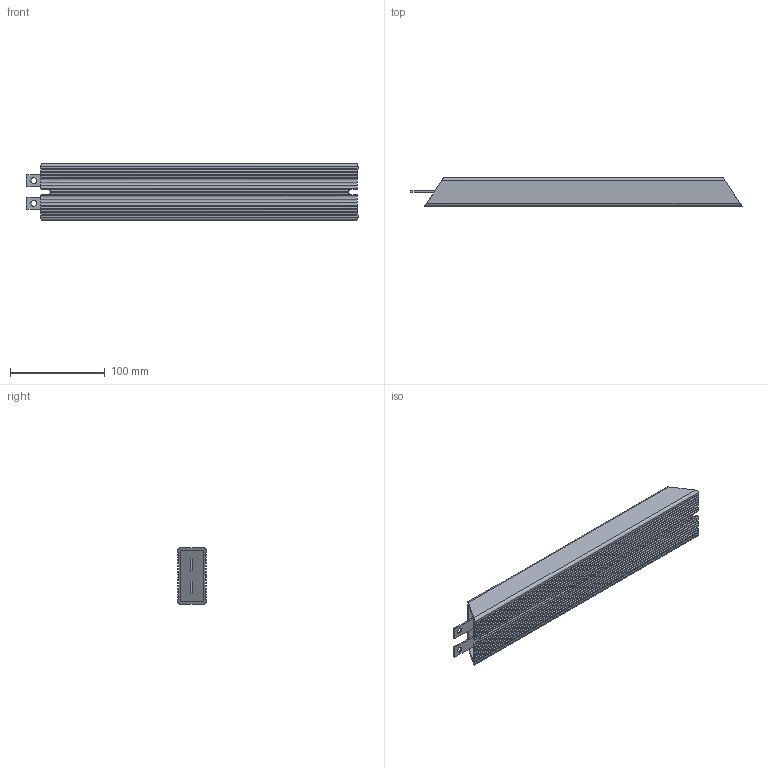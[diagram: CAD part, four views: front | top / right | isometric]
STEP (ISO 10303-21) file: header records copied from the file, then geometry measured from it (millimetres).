
FILE_DESCRIPTION(/* description */ ('Alibre Inc.'),/* implementation_level */ '2;1');
FILE_NAME(/* name */ 'export-8A57524D-65F5-4AF0-8259-180387D3069B',/* time_stamp */ '2024-07-13T14:23:51+02:00',/* author */ (''),/* organization */ (''),/* preprocessor_version */ 'ST-DEVELOPER v17',/* originating_system */ 'Alibre',/* authorisation */ '');
FILE_SCHEMA (('AUTOMOTIVE_DESIGN'));
Length unit declared in the file: millimetre
Bounding box: 350.53 x 30 x 60 mm (x, y, z)
Volume: 500934.9 mm3; surface area: 77021.8 mm2
Topology: 3 solids, 3 shells, 119 faces, 339 edges, 226 vertices
Faces by surface type: plane 72, cylinder 47
Entity records: 3989 total; most frequent: CARTESIAN_POINT 781, ORIENTED_EDGE 678, DIRECTION 601, EDGE_CURVE 339, VECTOR 239, LINE 239, VERTEX_POINT 226, AXIS2_PLACEMENT_3D 216
